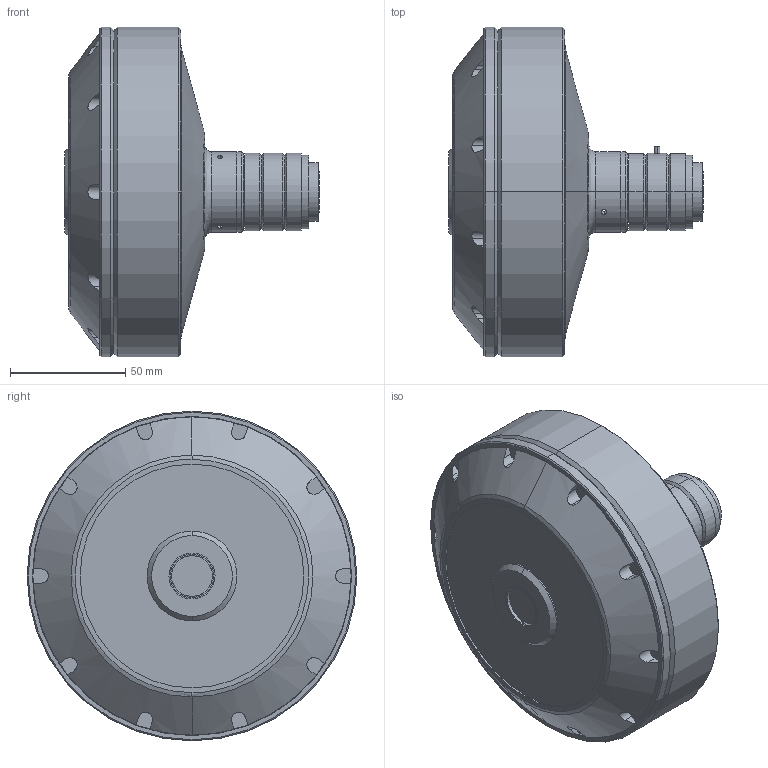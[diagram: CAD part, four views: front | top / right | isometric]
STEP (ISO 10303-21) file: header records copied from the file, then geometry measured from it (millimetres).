
FILE_DESCRIPTION (( 'STEP AP214' ), '1' );
FILE_NAME ('PCCD01X.STEP', '2013-05-13T12:17:23', ( 'Work' ), ( '' ), 'SwSTEP 2.0', 'SolidWorks 2013', '' );
FILE_SCHEMA (( 'AUTOMOTIVE_DESIGN' ));
Length unit declared in the file: millimetre
Products named in the file (1): PCCD01X
Bounding box: 110.55 x 143 x 143 mm (x, y, z)
Surface area: 62729.7 mm2 (no closed solid volume)
Topology: 0 solids, 8 shells, 155 faces, 411 edges, 270 vertices
Faces by surface type: cylinder 74, plane 47, cone 26, bspline 8
Entity records: 8348 total; most frequent: CARTESIAN_POINT 2832, DIRECTION 804, ORIENTED_EDGE 759, EDGE_CURVE 409, AXIS2_PLACEMENT_3D 323, VERTEX_POINT 269, EDGE_LOOP 176, CIRCLE 175
